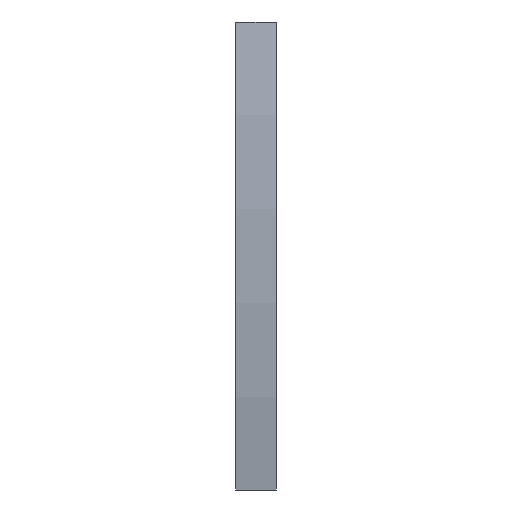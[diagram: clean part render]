
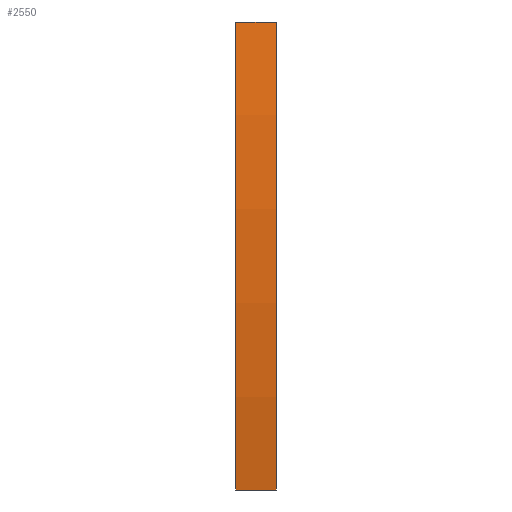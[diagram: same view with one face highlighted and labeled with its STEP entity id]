
A CAD part, left-side view. The second image highlights one B-rep face of the part: STEP entity #2550.
In plain terms, the highlighted cylindrical face has radius 1177 mm (diameter 2354 mm), a partial arc.
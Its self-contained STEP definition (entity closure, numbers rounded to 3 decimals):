
#169=CYLINDRICAL_SURFACE('',#2739,1177.);
#220=FACE_OUTER_BOUND('',#366,.T.);
#366=EDGE_LOOP('',(#1699,#1700,#1701,#1702));
#540=LINE('',#3868,#704);
#551=LINE('',#3899,#715);
#704=VECTOR('',#3081,10.);
#715=VECTOR('',#3112,10.);
#863=CIRCLE('',#2740,1177.);
#864=CIRCLE('',#2741,1177.);
#1036=VERTEX_POINT('',#3862);
#1038=VERTEX_POINT('',#3866);
#1047=VERTEX_POINT('',#3895);
#1048=VERTEX_POINT('',#3897);
#1298=EDGE_CURVE('',#1038,#1036,#540,.T.);
#1311=EDGE_CURVE('',#1036,#1047,#863,.T.);
#1312=EDGE_CURVE('',#1038,#1048,#864,.T.);
#1313=EDGE_CURVE('',#1048,#1047,#551,.T.);
#1699=ORIENTED_EDGE('',*,*,#1311,.F.);
#1700=ORIENTED_EDGE('',*,*,#1298,.F.);
#1701=ORIENTED_EDGE('',*,*,#1312,.T.);
#1702=ORIENTED_EDGE('',*,*,#1313,.T.);
#2550=ADVANCED_FACE('',(#220),#169,.T.);
#2739=AXIS2_PLACEMENT_3D('',#3894,#3106,#3107);
#2740=AXIS2_PLACEMENT_3D('',#3896,#3108,#3109);
#2741=AXIS2_PLACEMENT_3D('',#3898,#3110,#3111);
#3081=DIRECTION('',(0.,1.,0.));
#3106=DIRECTION('center_axis',(0.,1.,0.));
#3107=DIRECTION('ref_axis',(-1.,0.,0.));
#3108=DIRECTION('center_axis',(0.,1.,0.));
#3109=DIRECTION('ref_axis',(-1.,0.,0.));
#3110=DIRECTION('center_axis',(0.,1.,0.));
#3111=DIRECTION('ref_axis',(-1.,0.,0.));
#3112=DIRECTION('',(0.,1.,0.));
#3862=CARTESIAN_POINT('',(17.814,17.5,-204.));
#3866=CARTESIAN_POINT('',(17.814,-17.5,-204.));
#3868=CARTESIAN_POINT('',(17.814,0.,-204.));
#3894=CARTESIAN_POINT('Origin',(1177.,0.,0.));
#3895=CARTESIAN_POINT('',(17.814,17.5,204.));
#3896=CARTESIAN_POINT('Origin',(1177.,17.5,0.));
#3897=CARTESIAN_POINT('',(17.814,-17.5,204.));
#3898=CARTESIAN_POINT('Origin',(1177.,-17.5,0.));
#3899=CARTESIAN_POINT('',(17.814,0.,204.));
